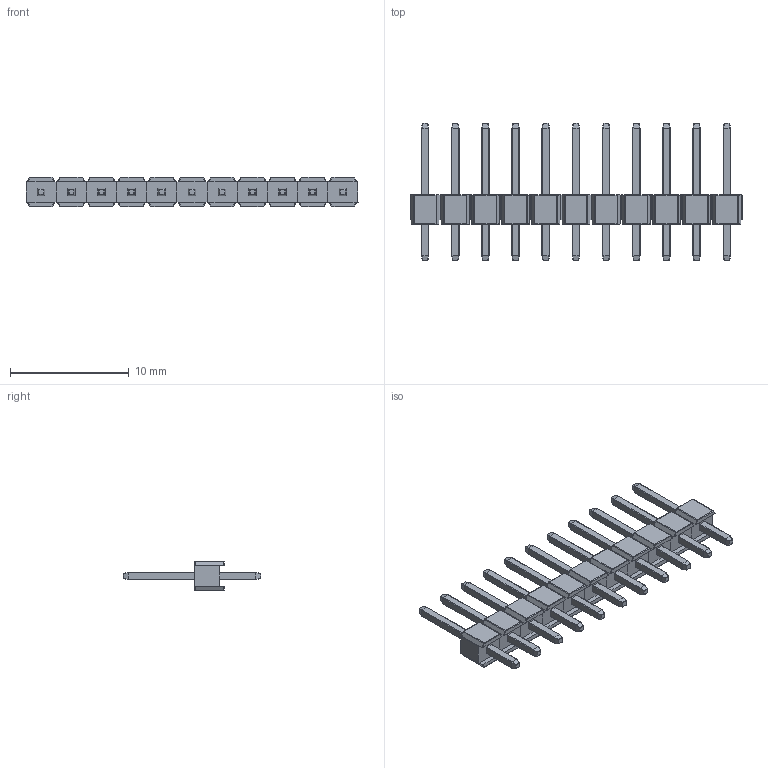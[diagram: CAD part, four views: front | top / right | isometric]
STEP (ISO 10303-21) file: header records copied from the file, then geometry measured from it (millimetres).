
FILE_DESCRIPTION(/* description */ ('STEP AP242','CAx-IF Rec.Pracs.---Representation and Presentation of Product Manufacturing Information (PMI)---4.0---2014-10-13','CAx-IF Rec.Pracs.---3D Tessellated Geometry---0.4---2014-09-14','2;1'),/* implementation_level */ '2;1');
FILE_NAME(/* name */ '61a555d09492f97e0d4b17e5',/* time_stamp */ '2021-11-29T22:36:03+00:00',/* author */ (''),/* organization */ (''),/* preprocessor_version */ 'ST-DEVELOPER v18.1',/* originating_system */ ' ',/* authorisation */ ' ');
FILE_SCHEMA (('AP242_MANAGED_MODEL_BASED_3D_ENGINEERING_MIM_LF { 1 0 10303 442 1 1 4 }'));
Length unit declared in the file: metre
Products named in the file (33): PH1-01-UA
Bounding box: 27.95 x 11.55 x 2.5 mm (x, y, z)
Volume: 187.8 mm3; surface area: 767.5 mm2
Topology: 33 solids, 33 shells, 1166 faces, 2860 edges, 1672 vertices
Faces by surface type: cylinder 528, plane 462, sphere 88, torus 88
Entity records: 34289 total; most frequent: DIRECTION 6248, CARTESIAN_POINT 5841, ORIENTED_EDGE 5544, EDGE_CURVE 2772, AXIS2_PLACEMENT_3D 2343, VERTEX_POINT 1672, LINE 1562, VECTOR 1562
